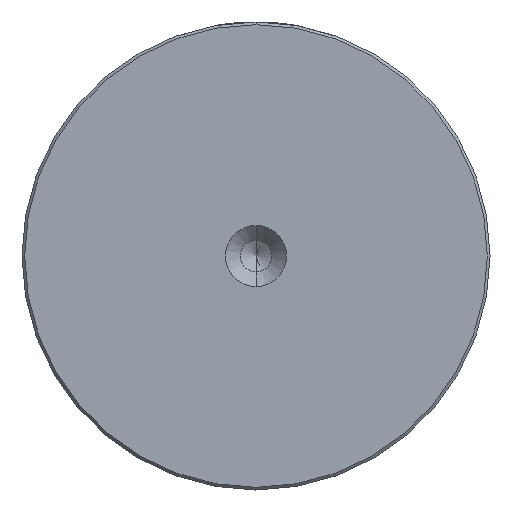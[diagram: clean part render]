
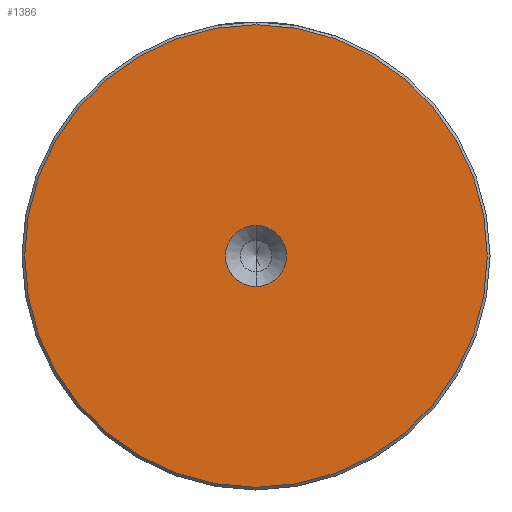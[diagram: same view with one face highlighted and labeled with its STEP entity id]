
A CAD part, left-side view. The second image highlights one B-rep face of the part: STEP entity #1386.
In plain terms, the highlighted planar face has unit normal (-1, 0, 0).
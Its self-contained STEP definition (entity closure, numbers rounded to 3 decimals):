
#175 = DIRECTION ( 'NONE',  ( 0., 0., 1. ) ) ;
#238 = CARTESIAN_POINT ( 'NONE',  ( 0., 0., 42.5 ) ) ;
#387 = CIRCLE ( 'NONE', #1733, 5.6 ) ;
#458 = AXIS2_PLACEMENT_3D ( 'NONE', #1091, #2452, #1282 ) ;
#511 = AXIS2_PLACEMENT_3D ( 'NONE', #2529, #1357, #175 ) ;
#542 = CARTESIAN_POINT ( 'NONE',  ( 0., 0., 5.6 ) ) ;
#568 = CARTESIAN_POINT ( 'NONE',  ( 0., 0., 0. ) ) ;
#586 = EDGE_CURVE ( 'NONE', #1817, #993, #1241, .T. ) ;
#610 = ORIENTED_EDGE ( 'NONE', *, *, #586, .T. ) ;
#676 = DIRECTION ( 'NONE',  ( -1., 0., 0. ) ) ;
#702 = ORIENTED_EDGE ( 'NONE', *, *, #2505, .F. ) ;
#759 = DIRECTION ( 'NONE',  ( 0., 0., 1. ) ) ;
#834 = ORIENTED_EDGE ( 'NONE', *, *, #2222, .T. ) ;
#872 = CARTESIAN_POINT ( 'NONE',  ( 0., 0., 0. ) ) ;
#873 = ORIENTED_EDGE ( 'NONE', *, *, #2050, .F. ) ;
#946 = CARTESIAN_POINT ( 'NONE',  ( 0., 0., -42.5 ) ) ;
#993 = VERTEX_POINT ( 'NONE', #946 ) ;
#1029 = AXIS2_PLACEMENT_3D ( 'NONE', #2041, #1446, #1264 ) ;
#1091 = CARTESIAN_POINT ( 'NONE',  ( 0., 0., 0. ) ) ;
#1155 = FACE_OUTER_BOUND ( 'NONE', #1229, .T. ) ;
#1229 = EDGE_LOOP ( 'NONE', ( #834, #610 ) ) ;
#1241 = CIRCLE ( 'NONE', #1029, 42.5 ) ;
#1262 = DIRECTION ( 'NONE',  ( 0., 0., 1. ) ) ;
#1264 = DIRECTION ( 'NONE',  ( 0., 0., 1. ) ) ;
#1282 = DIRECTION ( 'NONE',  ( 0., 0., 1. ) ) ;
#1294 = AXIS2_PLACEMENT_3D ( 'NONE', #872, #676, #1262 ) ;
#1346 = CARTESIAN_POINT ( 'NONE',  ( 0., 0., -5.6 ) ) ;
#1357 = DIRECTION ( 'NONE',  ( -1., 0., 0. ) ) ;
#1386 = ADVANCED_FACE ( 'NONE', ( #1155, #1555 ), #2433, .T. ) ;
#1446 = DIRECTION ( 'NONE',  ( -1., 0., 0. ) ) ;
#1506 = VERTEX_POINT ( 'NONE', #542 ) ;
#1555 = FACE_BOUND ( 'NONE', #2260, .T. ) ;
#1733 = AXIS2_PLACEMENT_3D ( 'NONE', #568, #1925, #759 ) ;
#1817 = VERTEX_POINT ( 'NONE', #238 ) ;
#1925 = DIRECTION ( 'NONE',  ( -1., 0., 0. ) ) ;
#2041 = CARTESIAN_POINT ( 'NONE',  ( 0., 0., 0. ) ) ;
#2047 = VERTEX_POINT ( 'NONE', #1346 ) ;
#2050 = EDGE_CURVE ( 'NONE', #1506, #2047, #387, .T. ) ;
#2222 = EDGE_CURVE ( 'NONE', #993, #1817, #2554, .T. ) ;
#2260 = EDGE_LOOP ( 'NONE', ( #873, #702 ) ) ;
#2433 = PLANE ( 'NONE',  #1294 ) ;
#2452 = DIRECTION ( 'NONE',  ( -1., 0., 0. ) ) ;
#2457 = CIRCLE ( 'NONE', #458, 5.6 ) ;
#2505 = EDGE_CURVE ( 'NONE', #2047, #1506, #2457, .T. ) ;
#2529 = CARTESIAN_POINT ( 'NONE',  ( 0., 0., 0. ) ) ;
#2554 = CIRCLE ( 'NONE', #511, 42.5 ) ;
